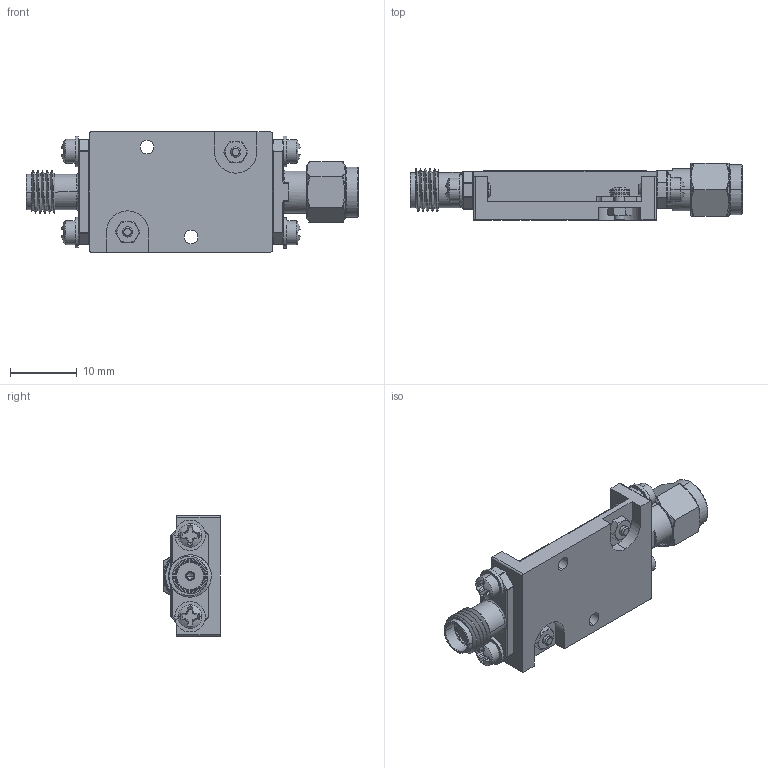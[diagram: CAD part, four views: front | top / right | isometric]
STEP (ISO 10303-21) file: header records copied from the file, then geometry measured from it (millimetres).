
FILE_DESCRIPTION (( 'STEP AP214' ), '1' );
FILE_NAME ('HP-120-CD-SFM.STEP', '2025-07-15T17:52:58', ( '' ), ( '' ), 'SwSTEP 2.0', 'SolidWorks 2024', '' );
FILE_SCHEMA (( 'AUTOMOTIVE_DESIGN' ));
Length unit declared in the file: millimetre
Products named in the file (1): HP-120-CD-SFM
Bounding box: 49.81 x 8.59 x 18.03 mm (x, y, z)
Volume: 2959.1 mm3; surface area: 5404.8 mm2
Topology: 26 solids, 26 shells, 1072 faces, 3272 edges, 2344 vertices
Faces by surface type: plane 397, cylinder 304, torus 138, cone 120, sphere 66, bspline 47
Entity records: 48324 total; most frequent: CARTESIAN_POINT 13540, ORIENTED_EDGE 6460, DIRECTION 5773, EDGE_CURVE 3230, VERTEX_POINT 2340, AXIS2_PLACEMENT_3D 2144, LINE 1485, VECTOR 1485
